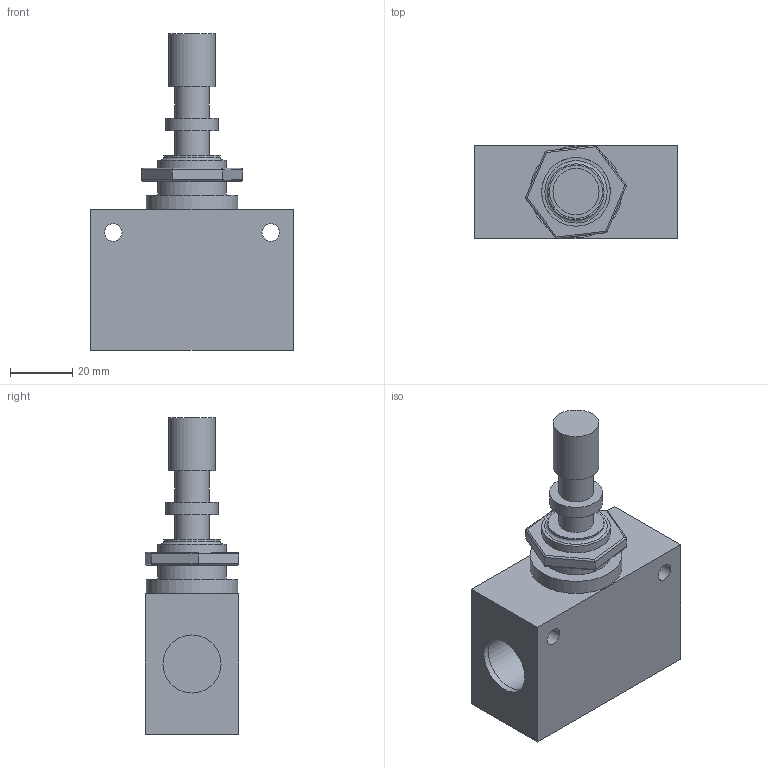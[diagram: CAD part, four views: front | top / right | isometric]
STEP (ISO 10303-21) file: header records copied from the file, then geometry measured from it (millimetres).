
FILE_DESCRIPTION( ( 'Unknown' ), '1' );
FILE_NAME( '6.01.12N.stp', 'Unknown', ( 'Unknown' ), ( 'Unknown' ), 'PSStep 17.0.49', 'Unknown', ' ' );
FILE_SCHEMA( ( 'AUTOMOTIVE_DESIGN { 1 0 10303 214 1 1 1 1 }' ) );
Length unit declared in the file: millimetre
Products named in the file (4): Assem1; 6.01.12N; 6.01.12N.1; 6.01.12.N.2
Assembly tree (3 placements, depth 2):
  Assem1
    6.01.12N
    6.01.12N.1
    6.01.12.N.2
Bounding box: 65 x 30.06 x 101.45 mm (x, y, z)
Volume: 92168.5 mm3; surface area: 20177.9 mm2
Topology: 3 solids, 3 shells, 50 faces, 101 edges, 64 vertices
Faces by surface type: cylinder 26, plane 23, torus 1
Full cylindrical faces by diameter (mm): 5.6 x2, 11 x2, 14.8 x1, 17 x1, 18 x1, 18.631 x4, 22 x2, 29.5 x1
Entity records: 1670 total; most frequent: DIRECTION 228, CARTESIAN_POINT 194, ORIENTED_EDGE 162, AXIS2_PLACEMENT_3D 93, EDGE_CURVE 81, EDGE_LOOP 80, FACE_OUTER_BOUND 65, VERTEX_POINT 59
